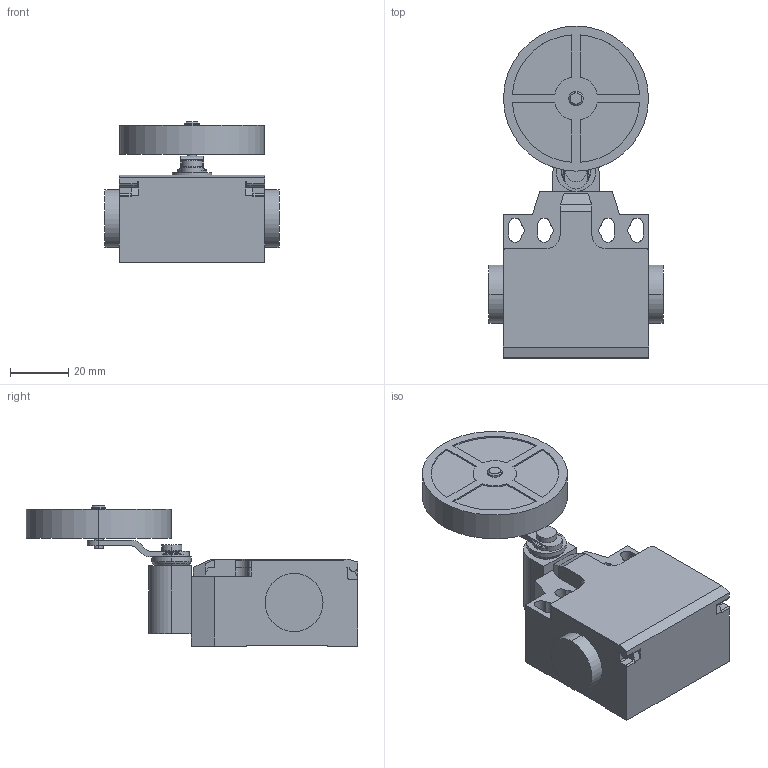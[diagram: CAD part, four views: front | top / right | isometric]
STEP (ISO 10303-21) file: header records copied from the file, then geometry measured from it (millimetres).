
FILE_DESCRIPTION((''),'2;1');
FILE_NAME('3d_KCE3S02.stp','2012-10-03T08:20:19',(''),(''),'Mechanical Desktop 2011','Mechanical Desktop 2011',', , ');
FILE_SCHEMA(('CONFIG_CONTROL_DESIGN'));
Length unit declared in the file: millimetre
Products named in the file (1): Product
Bounding box: 60 x 114.33 x 48.3 mm (x, y, z)
Volume: 100860.6 mm3; surface area: 23155.3 mm2
Topology: 7 solids, 7 shells, 194 faces, 531 edges, 371 vertices
Faces by surface type: plane 97, cylinder 61, bspline 26, cone 8, torus 2
Entity records: 6412 total; most frequent: CARTESIAN_POINT 1330, ORIENTED_EDGE 1036, DIRECTION 1029, EDGE_CURVE 518, VECTOR 371, LINE 371, VERTEX_POINT 346, AXIS2_PLACEMENT_3D 329
